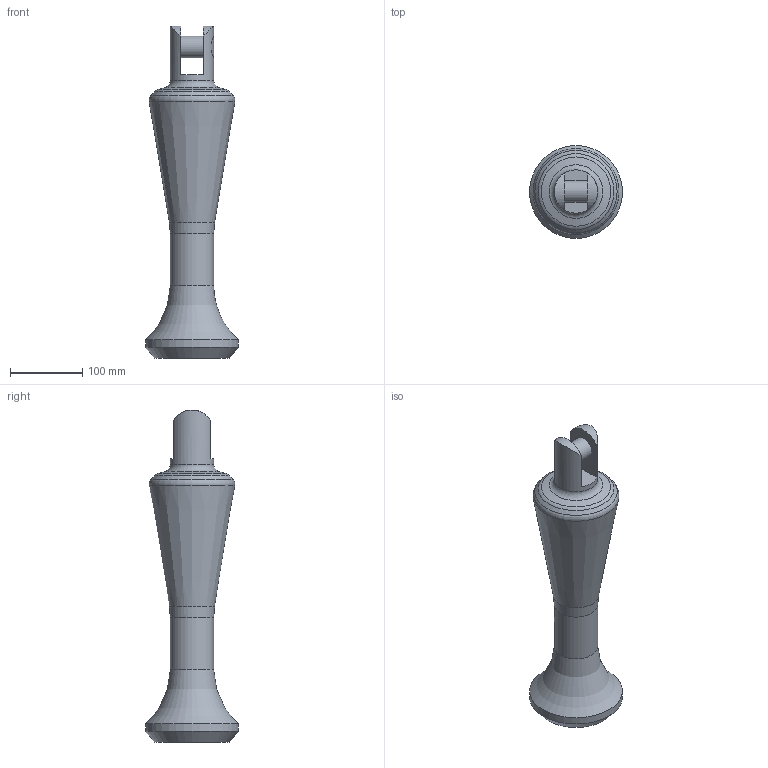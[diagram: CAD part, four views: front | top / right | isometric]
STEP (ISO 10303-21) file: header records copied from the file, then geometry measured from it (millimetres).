
FILE_DESCRIPTION(/* description */ ('STEP AP242','CAx-IF Rec.Pracs.---Representation and Presentation of Product Manufacturing Information (PMI)---4.0---2014-10-13','CAx-IF Rec.Pracs.---3D Tessellated Geometry---0.4---2014-09-14','2;1'),/* implementation_level */ '2;1');
FILE_NAME(/* name */ '67034782590f0c32bac2ec73',/* time_stamp */ '2024-10-07T02:29:22Z',/* author */ (''),/* organization */ (''),/* preprocessor_version */ 'ST-DEVELOPER v20',/* originating_system */ ' ',/* authorisation */ ' ');
FILE_SCHEMA (('AP242_MANAGED_MODEL_BASED_3D_ENGINEERING_MIM_LF { 1 0 10303 442 1 1 4 }'));
Length unit declared in the file: metre
Products named in the file (1): Part 1
Bounding box: 128.63 x 128.63 x 459.48 mm (x, y, z)
Volume: 2222007.4 mm3; surface area: 154219 mm2
Topology: 1 solids, 1 shells, 27 faces, 64 edges, 40 vertices
Faces by surface type: plane 9, cylinder 9, torus 5, cone 4
Full cylindrical faces by diameter (mm): 15 x1, 30 x2, 60 x2, 128.63 x1
Entity records: 722 total; most frequent: CARTESIAN_POINT 158, DIRECTION 118, ORIENTED_EDGE 84, AXIS2_PLACEMENT_3D 50, EDGE_LOOP 48, FACE_BOUND 48, EDGE_CURVE 42, VERTEX_POINT 34
